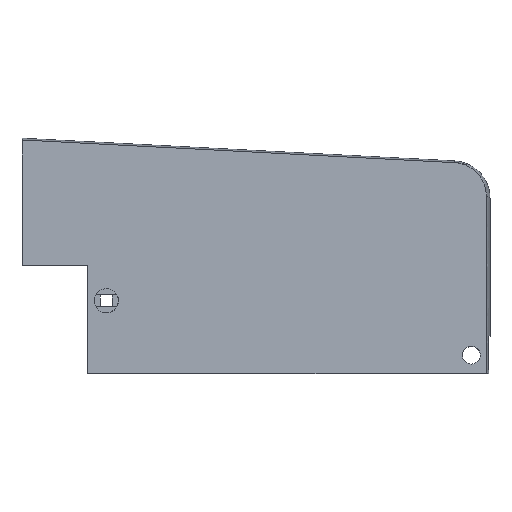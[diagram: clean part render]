
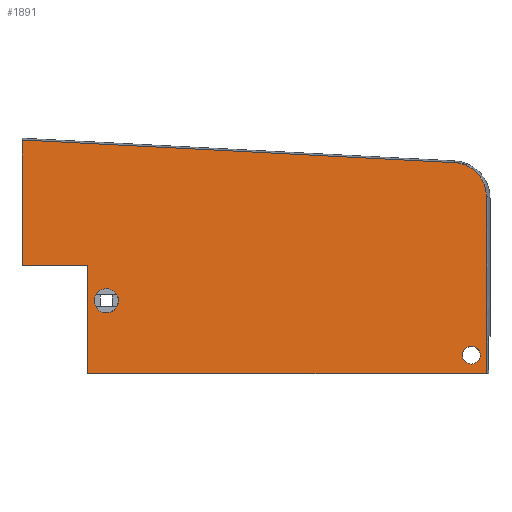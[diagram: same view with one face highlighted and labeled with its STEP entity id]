
A CAD part, front view. The second image highlights one B-rep face of the part: STEP entity #1891.
In plain terms, the highlighted planar face has unit normal (0.002, -0.999, 0.044).
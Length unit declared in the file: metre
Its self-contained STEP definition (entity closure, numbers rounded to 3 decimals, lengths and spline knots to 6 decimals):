
#17=CIRCLE('',#1989,0.0024);
#20=ELLIPSE('',#1990,0.003253,0.00325);
#70=B_SPLINE_CURVE_WITH_KNOTS('',3,(#2977,#2978,#2979,#2980,#2981,#2982,
#2983),.UNSPECIFIED.,.F.,.F.,(4,1,1,1,4),(0.,0.25,0.5,0.75,1.),
 .UNSPECIFIED.);
#71=B_SPLINE_CURVE_WITH_KNOTS('',3,(#2986,#2987,#2988,#2989),
 .UNSPECIFIED.,.F.,.F.,(4,4),(0.,1.),.UNSPECIFIED.);
#72=B_SPLINE_CURVE_WITH_KNOTS('',3,(#2996,#2997,#2998,#2999),
 .UNSPECIFIED.,.F.,.F.,(4,4),(0.,1.),.UNSPECIFIED.);
#321=ORIENTED_EDGE('',*,*,#805,.T.);
#322=ORIENTED_EDGE('',*,*,#806,.T.);
#323=ORIENTED_EDGE('',*,*,#807,.T.);
#324=ORIENTED_EDGE('',*,*,#808,.T.);
#325=ORIENTED_EDGE('',*,*,#809,.T.);
#326=ORIENTED_EDGE('',*,*,#810,.T.);
#327=ORIENTED_EDGE('',*,*,#789,.T.);
#328=ORIENTED_EDGE('',*,*,#811,.T.);
#329=ORIENTED_EDGE('',*,*,#812,.T.);
#789=EDGE_CURVE('',#1029,#1032,#1210,.F.);
#805=EDGE_CURVE('',#1046,#1046,#17,.T.);
#806=EDGE_CURVE('',#1047,#1047,#20,.T.);
#807=EDGE_CURVE('',#1048,#1049,#70,.T.);
#808=EDGE_CURVE('',#1049,#1050,#71,.T.);
#809=EDGE_CURVE('',#1050,#1051,#1220,.F.);
#810=EDGE_CURVE('',#1051,#1029,#1221,.F.);
#811=EDGE_CURVE('',#1032,#1052,#1222,.F.);
#812=EDGE_CURVE('',#1052,#1048,#72,.T.);
#1029=VERTEX_POINT('',#2892);
#1032=VERTEX_POINT('',#2898);
#1046=VERTEX_POINT('',#2974);
#1047=VERTEX_POINT('',#2976);
#1048=VERTEX_POINT('',#2984);
#1049=VERTEX_POINT('',#2985);
#1050=VERTEX_POINT('',#2990);
#1051=VERTEX_POINT('',#2992);
#1052=VERTEX_POINT('',#2995);
#1210=LINE('',#2899,#1420);
#1220=LINE('',#2991,#1430);
#1221=LINE('',#2993,#1431);
#1222=LINE('',#2994,#1432);
#1420=VECTOR('',#2175,1.);
#1430=VECTOR('',#2197,1.);
#1431=VECTOR('',#2198,1.);
#1432=VECTOR('',#2199,1.);
#1594=EDGE_LOOP('',(#321));
#1595=EDGE_LOOP('',(#322));
#1596=EDGE_LOOP('',(#323,#324,#325,#326,#327,#328,#329));
#1707=FACE_BOUND('',#1594,.T.);
#1708=FACE_BOUND('',#1595,.T.);
#1709=FACE_BOUND('',#1596,.T.);
#1798=PLANE('',#1988);
#1891=ADVANCED_FACE('',(#1707,#1708,#1709),#1798,.F.);
#1988=AXIS2_PLACEMENT_3D('',#2972,#2191,#2192);
#1989=AXIS2_PLACEMENT_3D('',#2973,#2193,#2194);
#1990=AXIS2_PLACEMENT_3D('',#2975,#2195,#2196);
#2175=DIRECTION('',(0.,0.044,0.999));
#2191=DIRECTION('',(-0.002,0.999,-0.044));
#2192=DIRECTION('',(-1.,-0.002,0.));
#2193=DIRECTION('',(-0.002,0.999,-0.044));
#2194=DIRECTION('',(0.,0.044,0.999));
#2195=DIRECTION('',(-0.002,0.999,-0.044));
#2196=DIRECTION('',(0.052,0.044,0.998));
#2197=DIRECTION('',(0.,0.044,0.999));
#2198=DIRECTION('',(-1.,-0.002,0.));
#2199=DIRECTION('',(-1.,-0.002,0.));
#2892=CARTESIAN_POINT('',(-0.1075,-0.027964,0.019));
#2898=CARTESIAN_POINT('',(-0.1075,-0.02925,-0.01));
#2899=CARTESIAN_POINT('',(-0.1075,-0.027656,0.02594));
#2972=CARTESIAN_POINT('',(-0.035833,-0.027333,0.029455));
#2973=CARTESIAN_POINT('',(-0.005,-0.02879,-0.005004));
#2974=CARTESIAN_POINT('',(-0.005,-0.028684,-0.002607));
#2975=CARTESIAN_POINT('',(-0.1025,-0.028373,0.0095));
#2976=CARTESIAN_POINT('',(-0.10233,-0.028229,0.012746));
#2977=CARTESIAN_POINT('',(-0.000972,-0.0269,0.037408));
#2978=CARTESIAN_POINT('',(-0.000972,-0.026848,0.038561));
#2979=CARTESIAN_POINT('',(-0.00141,-0.026749,0.040818));
#2980=CARTESIAN_POINT('',(-0.003283,-0.026623,0.043756));
#2981=CARTESIAN_POINT('',(-0.006119,-0.02654,0.04578));
#2982=CARTESIAN_POINT('',(-0.00835,-0.026521,0.046336));
#2983=CARTESIAN_POINT('',(-0.009501,-0.026521,0.046396));
#2984=CARTESIAN_POINT('',(-0.000972,-0.0269,0.037408));
#2985=CARTESIAN_POINT('',(-0.009501,-0.026521,0.046396));
#2986=CARTESIAN_POINT('',(-0.009501,-0.026521,0.046396));
#2987=CARTESIAN_POINT('',(-0.048001,-0.026521,0.048414));
#2988=CARTESIAN_POINT('',(-0.0865,-0.026521,0.050431));
#2989=CARTESIAN_POINT('',(-0.125,-0.026521,0.052449));
#2990=CARTESIAN_POINT('',(-0.125,-0.026521,0.052449));
#2991=CARTESIAN_POINT('',(-0.125,-0.02754,0.029465));
#2992=CARTESIAN_POINT('',(-0.125,-0.028004,0.019));
#2993=CARTESIAN_POINT('',(-0.092452,-0.027929,0.019));
#2994=CARTESIAN_POINT('',(-0.035829,-0.029083,-0.01));
#2995=CARTESIAN_POINT('',(-0.000972,-0.029002,-0.01));
#2996=CARTESIAN_POINT('',(-0.000972,-0.029002,-0.01));
#2997=CARTESIAN_POINT('',(-0.000972,-0.028301,0.005803));
#2998=CARTESIAN_POINT('',(-0.000972,-0.0276,0.021605));
#2999=CARTESIAN_POINT('',(-0.000972,-0.0269,0.037408));
